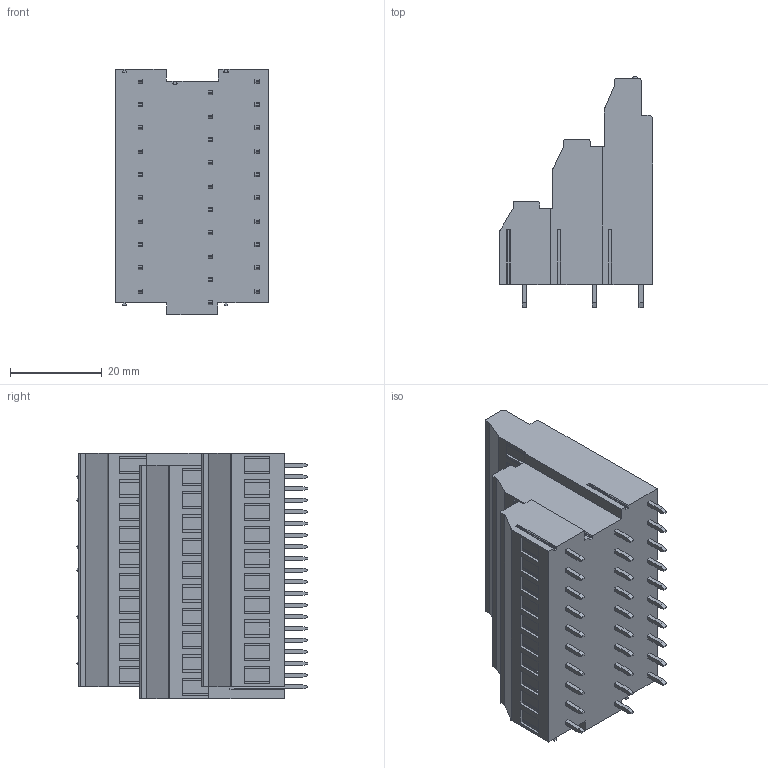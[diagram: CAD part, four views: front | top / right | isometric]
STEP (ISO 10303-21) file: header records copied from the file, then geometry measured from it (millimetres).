
FILE_DESCRIPTION((''),'2;1');
FILE_NAME('TL324VH3-XXP-XS','2025-01-09T17:09:13',('yanfa'),(''),'CREO PARAMETRIC BY PTC INC, 2018100','CREO PARAMETRIC BY PTC INC, 2018100','');
FILE_SCHEMA(('CONFIG_CONTROL_DESIGN','SHAPE_APPEARANCE_LAYERS_GROUPS'));
Length unit declared in the file: millimetre
Products named in the file (1): TL324VH3-XXP-XS
Bounding box: 33.4 x 50.3 x 53.34 mm (x, y, z)
Volume: 47614.7 mm3; surface area: 13870.8 mm2
Topology: 1 solids, 37 shells, 1273 faces, 3324 edges, 2189 vertices
Faces by surface type: plane 1055, cylinder 146, torus 60, sphere 12
Entity records: 38950 total; most frequent: CARTESIAN_POINT 7434, ORIENTED_EDGE 6624, DIRECTION 6234, EDGE_CURVE 3312, VECTOR 2696, LINE 2696, VERTEX_POINT 2189, AXIS2_PLACEMENT_3D 1769
